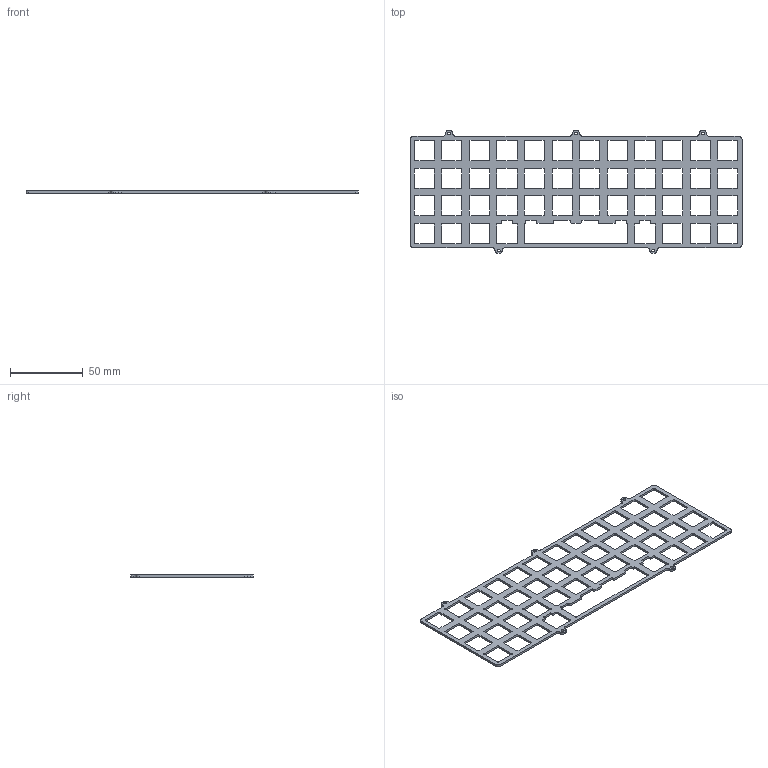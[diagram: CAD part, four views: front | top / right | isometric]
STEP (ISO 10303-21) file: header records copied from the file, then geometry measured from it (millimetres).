
FILE_DESCRIPTION(/* description */ (''),/* implementation_level */ '2;1');
FILE_NAME(/* name */ 'Gridiron-Plate(Planck-Quark).step',/* time_stamp */ '2022-01-10T15:50:22-05:00',/* author */ (''),/* organization */ (''),/* preprocessor_version */ 'ST-DEVELOPER v18.1',/* originating_system */ 'Autodesk Translation Framework v10.10.0.1391',/* authorisation */ '');
FILE_SCHEMA (('AUTOMOTIVE_DESIGN { 1 0 10303 214 3 1 1 }'));
Length unit declared in the file: millimetre
Products named in the file (1): Gridiron-Plate(Planck-Quark)
Bounding box: 228.6 x 84.6 x 1.5 mm (x, y, z)
Volume: 11819 mm3; surface area: 20673.3 mm2
Topology: 1 solids, 1 shells, 449 faces, 1341 edges, 894 vertices
Faces by surface type: cylinder 229, plane 220
Full cylindrical faces by diameter (mm): 2 x5
Entity records: 15466 total; most frequent: DIRECTION 2699, CARTESIAN_POINT 2685, ORIENTED_EDGE 2682, EDGE_CURVE 1341, AXIS2_PLACEMENT_3D 908, VERTEX_POINT 894, LINE 883, VECTOR 883
